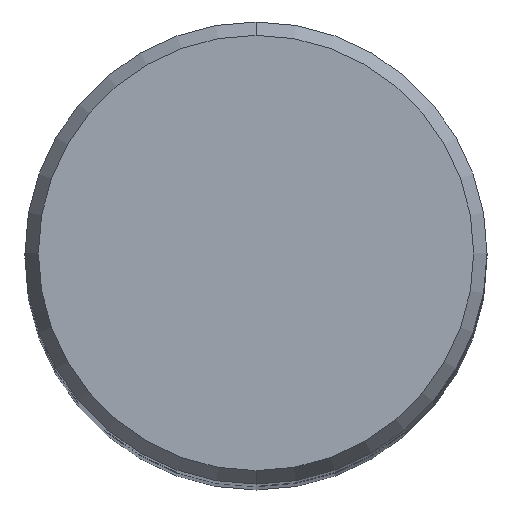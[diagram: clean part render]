
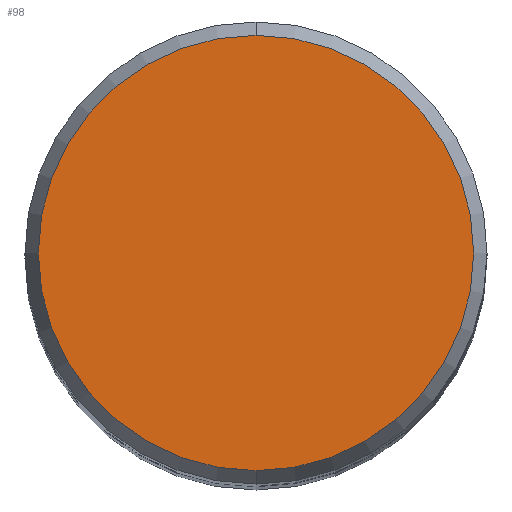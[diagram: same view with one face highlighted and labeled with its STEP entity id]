
A CAD part, top view. The second image highlights one B-rep face of the part: STEP entity #98.
In plain terms, the highlighted planar face has unit normal (0, 0, 1).
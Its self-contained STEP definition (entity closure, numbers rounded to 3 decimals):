
#90=VERTEX_POINT('',#212);
#98=ADVANCED_FACE('',(#222),#223,.T.);
#110=VERTEX_POINT('',#236);
#142=EDGE_CURVE('',#110,#90,#271,.T.);
#166=EDGE_CURVE('',#90,#110,#300,.T.);
#212=CARTESIAN_POINT('',(0.0,7.479,0.01));
#222=FACE_OUTER_BOUND('',#353,.T.);
#223=PLANE('',#354);
#236=CARTESIAN_POINT('',(0.,-7.479,0.01));
#271=CIRCLE('',#416,7.479);
#300=CIRCLE('',#450,7.479);
#353=EDGE_LOOP('',(#508,#509));
#354=AXIS2_PLACEMENT_3D('',#510,#511,#512);
#416=AXIS2_PLACEMENT_3D('',#559,#560,#561);
#450=AXIS2_PLACEMENT_3D('',#599,#600,#601);
#508=ORIENTED_EDGE('',*,*,#166,.F.);
#509=ORIENTED_EDGE('',*,*,#142,.F.);
#510=CARTESIAN_POINT('',(0.0,3.74,0.01));
#511=DIRECTION('',(-0.0,0.0,1.0));
#512=DIRECTION('',(0.0,-1.0,0.0));
#559=CARTESIAN_POINT('',(0.0,0.0,0.01));
#560=DIRECTION('',(0.0,0.0,-1.0));
#561=DIRECTION('',(0.0,1.0,0.0));
#599=CARTESIAN_POINT('',(0.0,0.0,0.01));
#600=DIRECTION('',(0.0,0.0,-1.0));
#601=DIRECTION('',(0.0,1.0,0.0));
